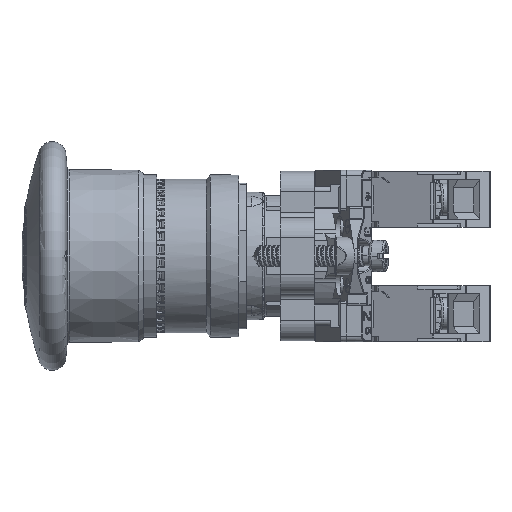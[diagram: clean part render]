
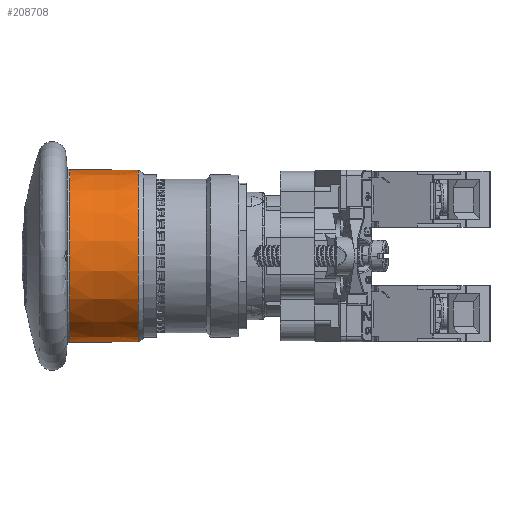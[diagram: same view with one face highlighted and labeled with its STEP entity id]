
A CAD part, left-side view. The second image highlights one B-rep face of the part: STEP entity #208708.
In plain terms, the highlighted conical face has half-angle 0.428 degrees and reference radius 15.052 mm.
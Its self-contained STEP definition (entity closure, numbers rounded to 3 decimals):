
#194332=CARTESIAN_POINT('',(0.,36.45,0.));
#194333=DIRECTION('',(0.,-1.,0.));
#194334=DIRECTION('',(-1.,0.,0.));
#194335=AXIS2_PLACEMENT_3D('',#194332,#194333,#194334);
#194337=DIRECTION('',(-0.007,-1.,
0.));
#194338=VECTOR('',#194337,11.931);
#194339=CARTESIAN_POINT('',(15.097,48.381,
0.));
#194340=LINE('',#194339,#194338);
#194341=CARTESIAN_POINT('',(0.,48.381,0.));
#194342=DIRECTION('',(0.,1.,0.));
#194343=DIRECTION('',(1.,0.,0.));
#194344=AXIS2_PLACEMENT_3D('',#194341,#194342,#194343);
#194346=DIRECTION('',(0.007,-1.,0.));
#194347=VECTOR('',#194346,11.931);
#194348=CARTESIAN_POINT('',(-15.097,48.381,
0.));
#194349=LINE('',#194348,#194347);
#202577=CARTESIAN_POINT('',(15.007,36.45,0.));
#202578=CARTESIAN_POINT('',(-15.007,36.45,0.));
#202579=VERTEX_POINT('',#202577);
#202580=VERTEX_POINT('',#202578);
#202585=CARTESIAN_POINT('',(15.097,48.381,0.));
#202586=CARTESIAN_POINT('',(-15.097,48.381,0.));
#202587=VERTEX_POINT('',#202585);
#202588=VERTEX_POINT('',#202586);
#208695=CARTESIAN_POINT('',(0.,42.416,0.));
#208696=DIRECTION('',(0.,1.,0.));
#208697=DIRECTION('',(-1.,0.,0.));
#208698=AXIS2_PLACEMENT_3D('',#208695,#208696,#208697);
#208699=CONICAL_SURFACE('',#208698,15.052,0.428);
#208701=ORIENTED_EDGE('',*,*,#208700,.T.);
#208702=ORIENTED_EDGE('',*,*,#208683,.F.);
#208704=ORIENTED_EDGE('',*,*,#208703,.T.);
#208705=ORIENTED_EDGE('',*,*,#208679,.T.);
#208706=EDGE_LOOP('',(#208701,#208702,#208704,#208705));
#208707=FACE_OUTER_BOUND('',#208706,.F.);
#194336=CIRCLE('',#194335,15.007);
#194345=CIRCLE('',#194344,15.097);
#208679=EDGE_CURVE('',#202588,#202580,#194349,.T.);
#208683=EDGE_CURVE('',#202587,#202579,#194340,.T.);
#208700=EDGE_CURVE('',#202580,#202579,#194336,.T.);
#208703=EDGE_CURVE('',#202587,#202588,#194345,.T.);
#208708=ADVANCED_FACE('',(#208707),#208699,.T.);
